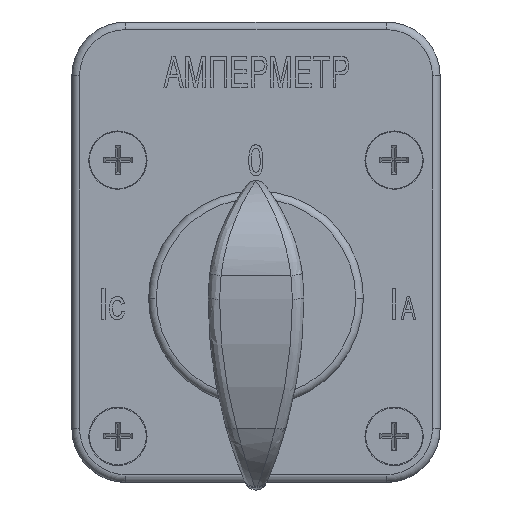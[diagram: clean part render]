
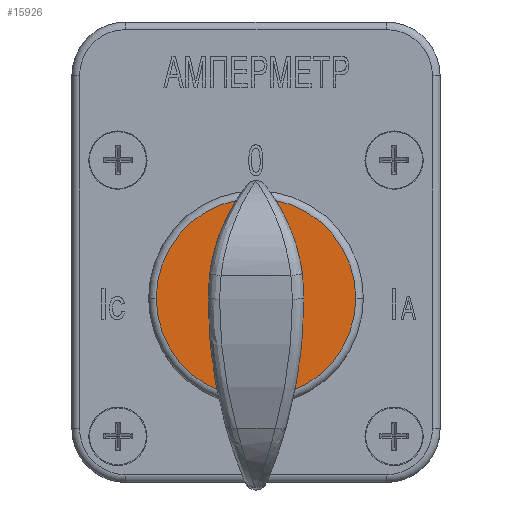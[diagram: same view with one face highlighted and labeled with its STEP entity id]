
A CAD part, top view. The second image highlights one B-rep face of the part: STEP entity #15926.
In plain terms, the highlighted planar face has unit normal (0, 0, 1).
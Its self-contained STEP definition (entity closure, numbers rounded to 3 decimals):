
#301 = CARTESIAN_POINT ( 'NONE',  ( -13., 0., 14.8 ) ) ;
#740 = EDGE_CURVE ( 'NONE', #8324, #22089, #20102, .T. ) ;
#745 = EDGE_LOOP ( 'NONE', ( #6740, #21250 ) ) ;
#1904 = PLANE ( 'NONE',  #11138 ) ;
#2822 = DIRECTION ( 'NONE',  ( 0., 0., 1. ) ) ;
#5638 = DIRECTION ( 'NONE',  ( 1., 0., 0. ) ) ;
#5735 = AXIS2_PLACEMENT_3D ( 'NONE', #13855, #2822, #15716 ) ;
#6740 = ORIENTED_EDGE ( 'NONE', *, *, #8337, .T. ) ;
#7447 = CARTESIAN_POINT ( 'NONE',  ( 0., 0., 14.8 ) ) ;
#7844 = CARTESIAN_POINT ( 'NONE',  ( 13., 0., 14.8 ) ) ;
#8324 = VERTEX_POINT ( 'NONE', #301 ) ;
#8337 = EDGE_CURVE ( 'NONE', #22089, #8324, #11161, .T. ) ;
#8835 = FACE_OUTER_BOUND ( 'NONE', #745, .T. ) ;
#9728 = CARTESIAN_POINT ( 'NONE',  ( 0., 0., 14.8 ) ) ;
#11138 = AXIS2_PLACEMENT_3D ( 'NONE', #7447, #16715, #5638 ) ;
#11161 = CIRCLE ( 'NONE', #20111, 13. ) ;
#11565 = DIRECTION ( 'NONE',  ( 1., 0., 0. ) ) ;
#13855 = CARTESIAN_POINT ( 'NONE',  ( 0., 0., 14.8 ) ) ;
#15716 = DIRECTION ( 'NONE',  ( 1., 0., 0. ) ) ;
#15926 = ADVANCED_FACE ( 'NONE', ( #8835 ), #1904, .T. ) ;
#16715 = DIRECTION ( 'NONE',  ( 0., 0., 1. ) ) ;
#20102 = CIRCLE ( 'NONE', #5735, 13. ) ;
#20111 = AXIS2_PLACEMENT_3D ( 'NONE', #9728, #22551, #11565 ) ;
#21250 = ORIENTED_EDGE ( 'NONE', *, *, #740, .T. ) ;
#22089 = VERTEX_POINT ( 'NONE', #7844 ) ;
#22551 = DIRECTION ( 'NONE',  ( 0., 0., 1. ) ) ;
